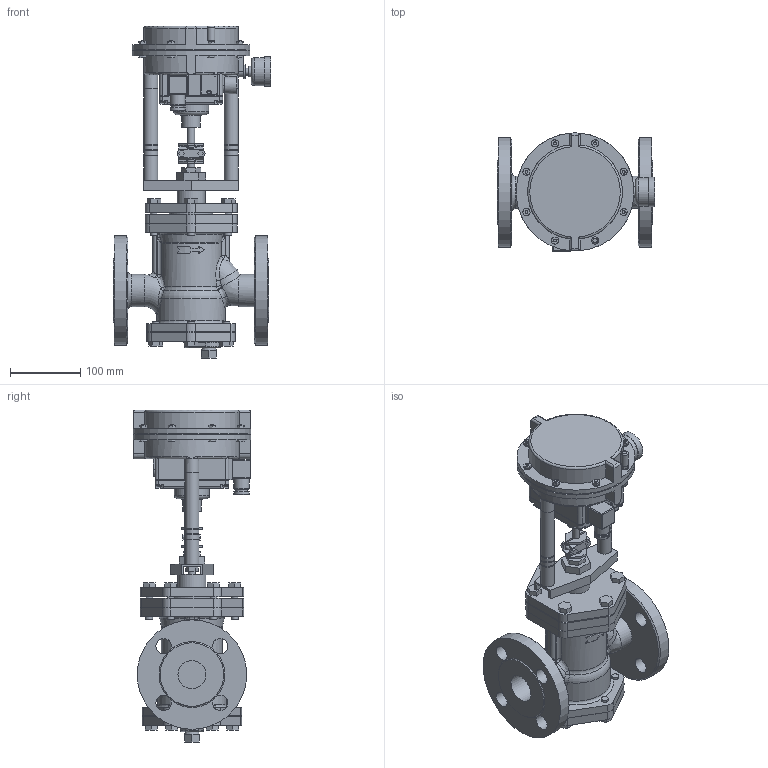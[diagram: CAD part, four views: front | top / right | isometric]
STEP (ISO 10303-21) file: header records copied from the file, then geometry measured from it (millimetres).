
FILE_DESCRIPTION(/* description */ (''),/* implementation_level */ '2;1');
FILE_NAME(/* name */ 'cvsr0-040-a0250-00.stp',/* time_stamp */ '2018-06-26T13:49:45+09:00',/* author */ ('nakaot'),/* organization */ (''),/* preprocessor_version */ 'ST-DEVELOPER v15.6',/* originating_system */ 'Autodesk Inventor 2015',/* authorisation */ '');
FILE_SCHEMA (('CONFIG_CONTROL_DESIGN'));
Length unit declared in the file: millimetre
Products named in the file (1): cvsr0-040-a0250-00
Bounding box: 224.7 x 168.1 x 473.1 mm (x, y, z)
Volume: 4455200.8 mm3; surface area: 458859.9 mm2
Topology: 4 solids, 5 shells, 1015 faces, 2449 edges, 1540 vertices
Faces by surface type: plane 678, cylinder 220, bspline 60, torus 41, sphere 11, cone 5
Full cylindrical faces by diameter (mm): 4 x8, 4.5 x4, 6 x1, 8 x4, 10 x41, 10.392 x1, 11.445 x2, 15 x3, 16 x2, 16.6 x1, 18 x6, 20 x11, 22 x11, 24 x1, 26 x1, 30 x1, 40 x4, 42 x1, 46 x2, 50 x1, 62 x1, 98 x1, 100 x2, 156 x2, 164 x1, 168 x2
Entity records: 30708 total; most frequent: CARTESIAN_POINT 7650, DIRECTION 4713, ORIENTED_EDGE 4552, EDGE_CURVE 2276, AXIS2_PLACEMENT_3D 1646, VERTEX_POINT 1506, LINE 1421, VECTOR 1421
